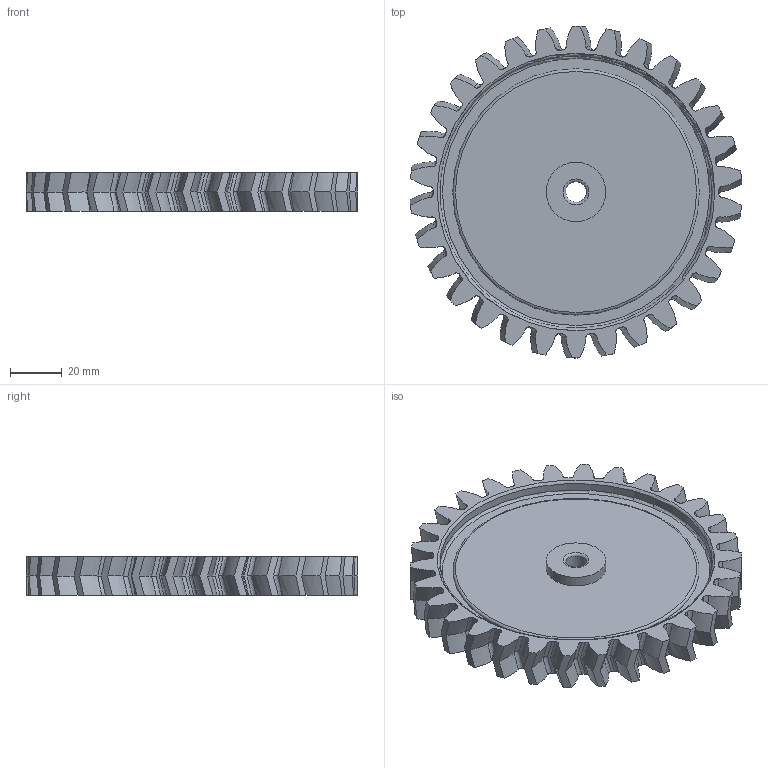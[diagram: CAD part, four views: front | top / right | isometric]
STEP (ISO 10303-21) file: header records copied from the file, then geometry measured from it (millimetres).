
FILE_DESCRIPTION(/* description */ (''),/* implementation_level */ '2;1');
FILE_NAME(/* name */ 'uMule-UDaR-main_gear.stp',/* time_stamp */ '2024-10-22T08:10:39+02:00',/* author */ ('owozn'),/* organization */ (''),/* preprocessor_version */ 'ST-DEVELOPER v20',/* originating_system */ 'Autodesk Inventor 2024',/* authorisation */ '');
FILE_SCHEMA (('AUTOMOTIVE_DESIGN { 1 0 10303 214 3 1 1 }'));
Products named in the file (1): uMule-UDaR-main_gear
Bounding box: 127.85 x 128 x 15 mm (x, y, z)
Volume: 122383.7 mm3; surface area: 37911.2 mm2
Topology: 1 solids, 1 shells, 322 faces, 890 edges, 576 vertices
Faces by surface type: bspline 240, cylinder 63, plane 15, torus 4
Full cylindrical faces by diameter (mm): 8 x1, 23 x1, 105 x1
Entity records: 40873 total; most frequent: CARTESIAN_POINT 33815, ORIENTED_EDGE 1770, DIRECTION 1199, EDGE_CURVE 885, AXIS2_PLACEMENT_3D 586, VERTEX_POINT 570, CIRCLE 503, B_SPLINE_CURVE_WITH_KNOTS 360
